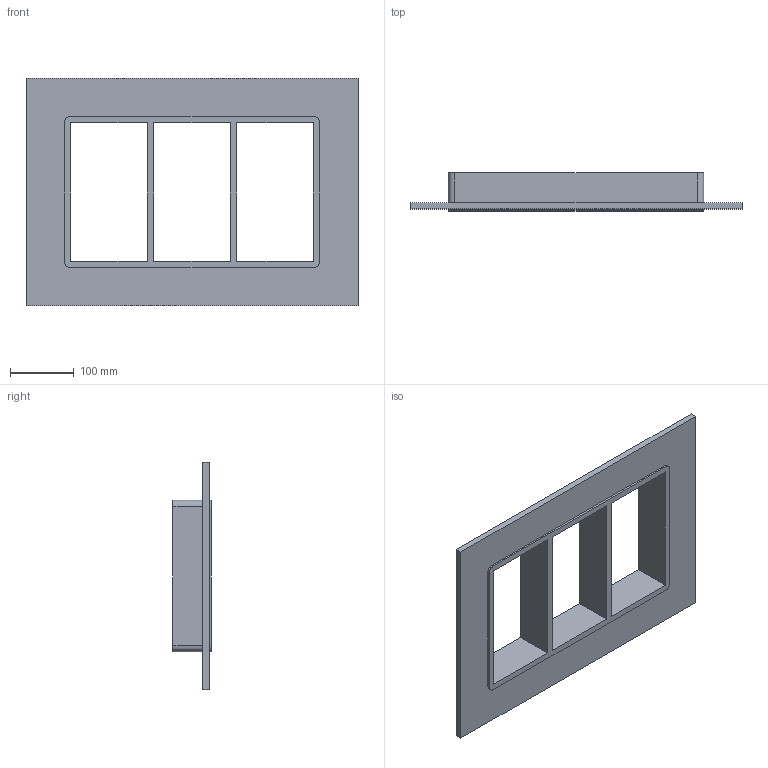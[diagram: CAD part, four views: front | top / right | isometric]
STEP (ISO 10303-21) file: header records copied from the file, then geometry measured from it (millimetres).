
FILE_DESCRIPTION((''),'2;1');
FILE_NAME('SF6X3.stp','2013-06-28T14:19:57',(''),(''),'Autodesk Inventor 2013','Autodesk Inventor 2013','');
FILE_SCHEMA(('AUTOMOTIVE_DESIGN { 1 0 10303 214 1 1 1 1 }'));
Length unit declared in the file: millimetre
Products named in the file (1): roxtec S_SF_G
Bounding box: 521.5 x 60 x 358 mm (x, y, z)
Volume: 1912108 mm3; surface area: 418321.6 mm2
Topology: 1 solids, 1 shells, 36 faces, 96 edges, 64 vertices
Faces by surface type: plane 28, cylinder 8
Entity records: 1154 total; most frequent: CARTESIAN_POINT 197, ORIENTED_EDGE 192, DIRECTION 186, EDGE_CURVE 96, VECTOR 80, LINE 80, VERTEX_POINT 64, AXIS2_PLACEMENT_3D 53
